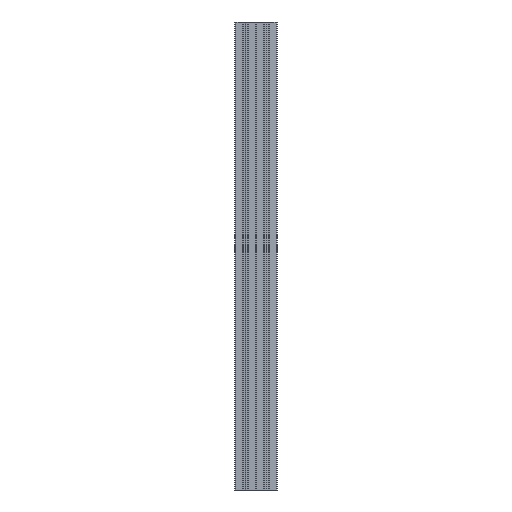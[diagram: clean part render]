
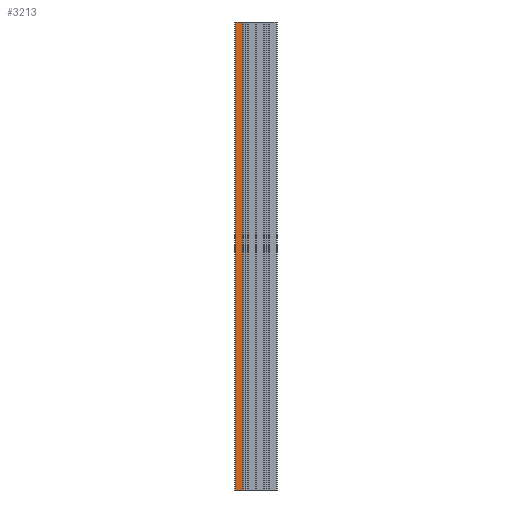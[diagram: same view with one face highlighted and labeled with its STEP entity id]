
A CAD part, left-side view. The second image highlights one B-rep face of the part: STEP entity #3213.
In plain terms, the highlighted planar face has unit normal (-1, 0, 0).
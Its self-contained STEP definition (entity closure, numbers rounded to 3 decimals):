
#226 = PLANE ( 'NONE',  #5593 ) ;
#776 = EDGE_LOOP ( 'NONE', ( #5969, #3418, #11839, #4051 ) ) ;
#1161 = CARTESIAN_POINT ( 'NONE',  ( -22.5, 6.325, 0. ) ) ;
#1172 = EDGE_CURVE ( 'NONE', #4475, #1400, #7122, .T. ) ;
#1400 = VERTEX_POINT ( 'NONE', #4496 ) ;
#1437 = VECTOR ( 'NONE', #10632, 1000. ) ;
#1571 = CARTESIAN_POINT ( 'NONE',  ( -22.5, 6.325, -1000. ) ) ;
#1594 = LINE ( 'NONE', #10029, #3727 ) ;
#2112 = VECTOR ( 'NONE', #2557, 1000. ) ;
#2304 = LINE ( 'NONE', #4227, #1437 ) ;
#2557 = DIRECTION ( 'NONE',  ( 0., 0., -1. ) ) ;
#2767 = EDGE_CURVE ( 'NONE', #1400, #3243, #3882, .T. ) ;
#3053 = DIRECTION ( 'NONE',  ( 0., 0., 1. ) ) ;
#3130 = EDGE_CURVE ( 'NONE', #4475, #4163, #2304, .T. ) ;
#3213 = ADVANCED_FACE ( 'NONE', ( #7790 ), #226, .T. ) ;
#3243 = VERTEX_POINT ( 'NONE', #9638 ) ;
#3418 = ORIENTED_EDGE ( 'NONE', *, *, #1172, .F. ) ;
#3727 = VECTOR ( 'NONE', #9960, 1000. ) ;
#3882 = LINE ( 'NONE', #10530, #7727 ) ;
#4051 = ORIENTED_EDGE ( 'NONE', *, *, #4518, .F. ) ;
#4101 = DIRECTION ( 'NONE',  ( -1., 0., 0. ) ) ;
#4163 = VERTEX_POINT ( 'NONE', #10962 ) ;
#4227 = CARTESIAN_POINT ( 'NONE',  ( -22.5, 22.5, 0. ) ) ;
#4475 = VERTEX_POINT ( 'NONE', #1161 ) ;
#4496 = CARTESIAN_POINT ( 'NONE',  ( -22.5, 6.325, -1000. ) ) ;
#4518 = EDGE_CURVE ( 'NONE', #3243, #4163, #1594, .T. ) ;
#5593 = AXIS2_PLACEMENT_3D ( 'NONE', #6142, #4101, #3053 ) ;
#5969 = ORIENTED_EDGE ( 'NONE', *, *, #2767, .F. ) ;
#6142 = CARTESIAN_POINT ( 'NONE',  ( -22.5, 22.5, -1000. ) ) ;
#7122 = LINE ( 'NONE', #1571, #2112 ) ;
#7727 = VECTOR ( 'NONE', #8557, 1000. ) ;
#7790 = FACE_OUTER_BOUND ( 'NONE', #776, .T. ) ;
#8557 = DIRECTION ( 'NONE',  ( 0., 1., 0. ) ) ;
#9638 = CARTESIAN_POINT ( 'NONE',  ( -22.5, 20.5, -1000. ) ) ;
#9960 = DIRECTION ( 'NONE',  ( 0., 0., 1. ) ) ;
#10029 = CARTESIAN_POINT ( 'NONE',  ( -22.5, 20.5, -1000. ) ) ;
#10530 = CARTESIAN_POINT ( 'NONE',  ( -22.5, 22.5, -1000. ) ) ;
#10632 = DIRECTION ( 'NONE',  ( 0., 1., 0. ) ) ;
#10962 = CARTESIAN_POINT ( 'NONE',  ( -22.5, 20.5, 0. ) ) ;
#11839 = ORIENTED_EDGE ( 'NONE', *, *, #3130, .T. ) ;
